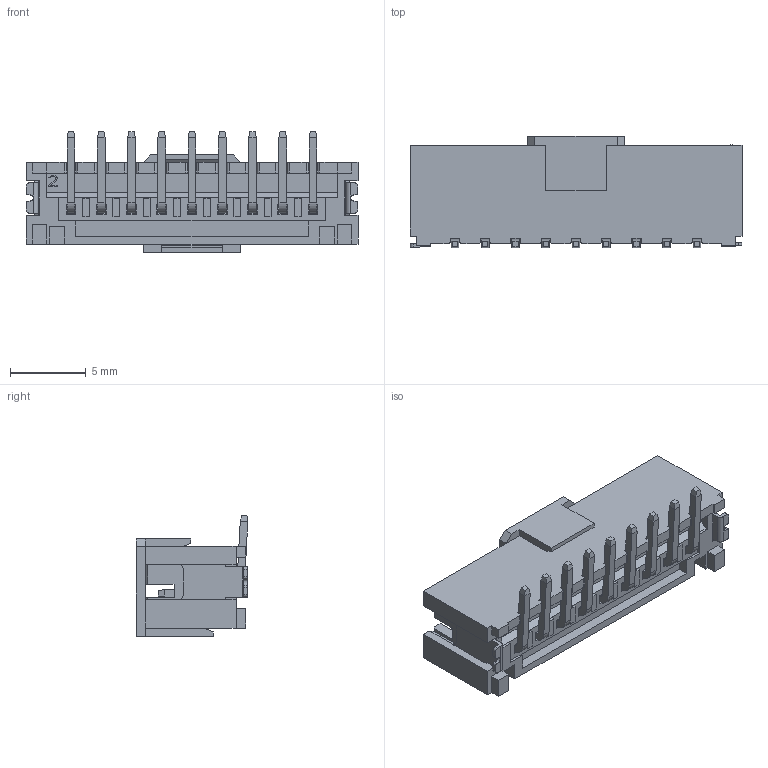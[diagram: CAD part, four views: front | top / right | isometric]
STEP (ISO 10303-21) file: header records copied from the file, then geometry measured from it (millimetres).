
FILE_DESCRIPTION((''),'2;1');
FILE_NAME('200-WTB-F-ST-SMT-CONN-9P','2022-04-22T12:42:06',('Administrator'),(''),'CREO PARAMETRIC BY PTC INC, 2020033','CREO PARAMETRIC BY PTC INC, 2020033','');
FILE_SCHEMA(('CONFIG_CONTROL_DESIGN'));
Length unit declared in the file: millimetre
Products named in the file (1): 200-WTB-F-ST-SMT-CONN-9P
Bounding box: 21.95 x 7.38 x 8 mm (x, y, z)
Volume: 357.2 mm3; surface area: 1264 mm2
Topology: 1 solids, 1 shells, 719 faces, 1948 edges, 1248 vertices
Faces by surface type: plane 620, cylinder 99
Entity records: 22186 total; most frequent: CARTESIAN_POINT 3915, ORIENTED_EDGE 3896, DIRECTION 3588, EDGE_CURVE 1948, VECTOR 1746, LINE 1746, VERTEX_POINT 1248, AXIS2_PLACEMENT_3D 921
